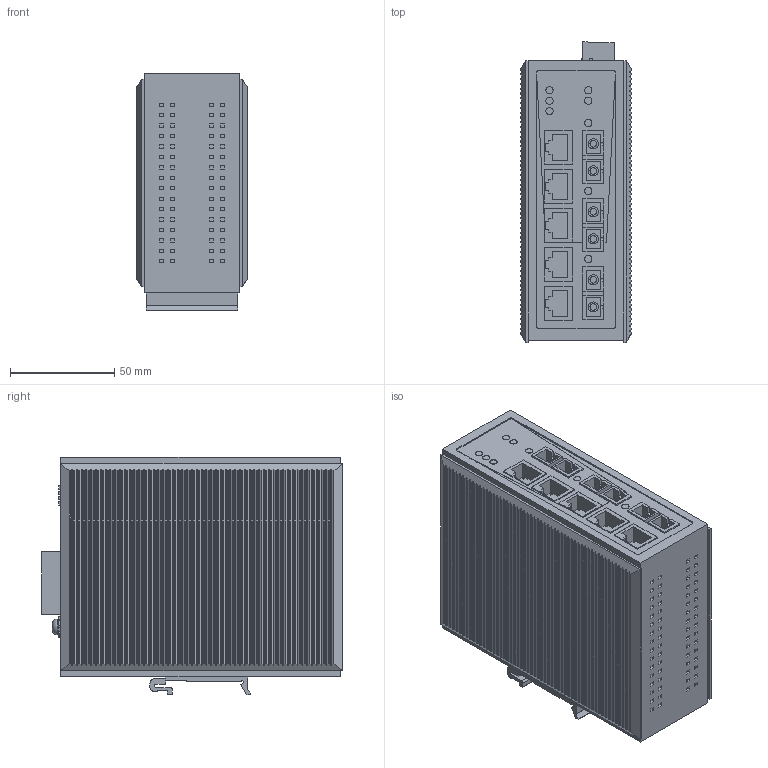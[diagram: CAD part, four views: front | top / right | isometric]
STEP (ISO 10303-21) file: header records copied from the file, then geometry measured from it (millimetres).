
FILE_DESCRIPTION(('CATIA V5 STEP Exchange','CAx-IF Rec.Pracs.--- Model Styling and Organization---1.4--- 2014-01-23'),'2;1');
FILE_NAME ('D1404084_2_1345240000_S3D_IE_SW_VL08MT_5TX_3SC_1SC-2SCS.stp','2020-01-20T12:25:55+00:00',('none'),('Weidmueller'),'CATIA Version 5-6 Release 2016 SP3 HF44','CATIA V5 STEP AP214','none');
FILE_SCHEMA(('AUTOMOTIVE_DESIGN { 1 0 10303 214 1 1 1 1 }'));
Products named in the file (1): 1240970000
Bounding box: 52.85 x 144.19 x 114 mm (x, y, z)
Volume: 722538.1 mm3; surface area: 148648.7 mm2
Topology: 41 solids, 41 shells, 1748 faces, 4558 edges, 3032 vertices
Faces by surface type: plane 1323, extrusion 289, cylinder 134, torus 2
Entity records: 59736 total; most frequent: CARTESIAN_POINT 18623, ORIENTED_EDGE 9116, DIRECTION 5872, EDGE_CURVE 4558, VECTOR 3782, LINE 3493, VERTEX_POINT 3032, EDGE_LOOP 1920
